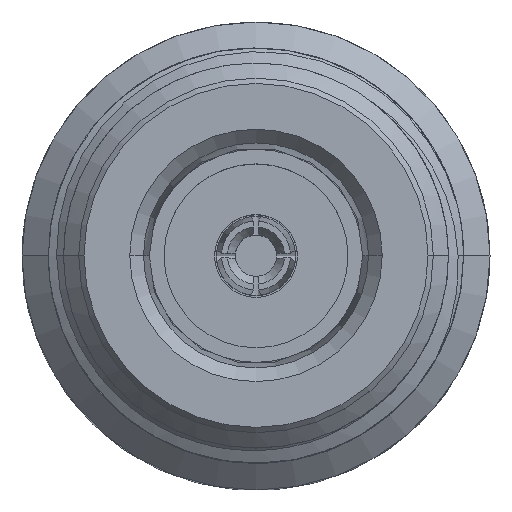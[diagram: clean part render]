
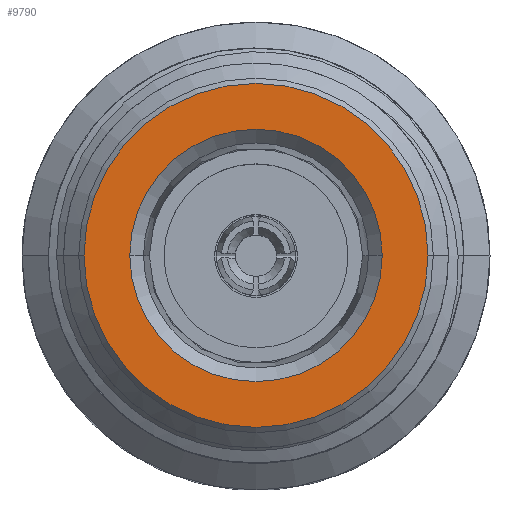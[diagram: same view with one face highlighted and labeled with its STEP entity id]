
A CAD part, top view. The second image highlights one B-rep face of the part: STEP entity #9790.
In plain terms, the highlighted face is planar.
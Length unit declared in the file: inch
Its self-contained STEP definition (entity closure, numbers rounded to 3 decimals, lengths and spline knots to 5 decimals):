
#41 = VERTEX_POINT ( 'NONE', #3099 ) ;
#400 = CIRCLE ( 'NONE', #4946, 0.18936 ) ;
#420 = FACE_OUTER_BOUND ( 'NONE', #3352, .T. ) ;
#995 = ORIENTED_EDGE ( 'NONE', *, *, #3048, .T. ) ;
#1058 = CARTESIAN_POINT ( 'NONE',  ( 0., 0., 0.18936 ) ) ;
#1189 = CIRCLE ( 'NONE', #5920, 0.25805 ) ;
#1753 = DIRECTION ( 'NONE',  ( 0., 0., 1. ) ) ;
#1872 = VERTEX_POINT ( 'NONE', #9581 ) ;
#2037 = EDGE_CURVE ( 'NONE', #41, #3915, #400, .T. ) ;
#2065 = CARTESIAN_POINT ( 'NONE',  ( 0., 0., 0. ) ) ;
#2590 = ORIENTED_EDGE ( 'NONE', *, *, #2935, .T. ) ;
#2610 = EDGE_CURVE ( 'NONE', #8952, #1872, #7553, .T. ) ;
#2629 = CARTESIAN_POINT ( 'NONE',  ( 0., 0., 0.25805 ) ) ;
#2630 = CARTESIAN_POINT ( 'NONE',  ( 0., 0., 0. ) ) ;
#2703 = DIRECTION ( 'NONE',  ( 0., 0., 1. ) ) ;
#2935 = EDGE_CURVE ( 'NONE', #3915, #41, #9801, .T. ) ;
#2968 = DIRECTION ( 'NONE',  ( -1., 0., 0. ) ) ;
#3048 = EDGE_CURVE ( 'NONE', #1872, #8952, #1189, .T. ) ;
#3099 = CARTESIAN_POINT ( 'NONE',  ( 0., 0., -0.18936 ) ) ;
#3279 = ORIENTED_EDGE ( 'NONE', *, *, #2037, .T. ) ;
#3352 = EDGE_LOOP ( 'NONE', ( #995, #4064 ) ) ;
#3546 = AXIS2_PLACEMENT_3D ( 'NONE', #4594, #2968, #9195 ) ;
#3915 = VERTEX_POINT ( 'NONE', #1058 ) ;
#4064 = ORIENTED_EDGE ( 'NONE', *, *, #2610, .T. ) ;
#4594 = CARTESIAN_POINT ( 'NONE',  ( 0., 0., 0. ) ) ;
#4649 = DIRECTION ( 'NONE',  ( 0., 0., 1. ) ) ;
#4946 = AXIS2_PLACEMENT_3D ( 'NONE', #2065, #5951, #4649 ) ;
#5768 = AXIS2_PLACEMENT_3D ( 'NONE', #7283, #9400, #9447 ) ;
#5860 = EDGE_LOOP ( 'NONE', ( #2590, #3279 ) ) ;
#5920 = AXIS2_PLACEMENT_3D ( 'NONE', #2630, #8711, #1753 ) ;
#5951 = DIRECTION ( 'NONE',  ( 1., 0., 0. ) ) ;
#6575 = FACE_BOUND ( 'NONE', #5860, .T. ) ;
#6626 = PLANE ( 'NONE',  #3546 ) ;
#7283 = CARTESIAN_POINT ( 'NONE',  ( 0., 0., 0. ) ) ;
#7553 = CIRCLE ( 'NONE', #5768, 0.25805 ) ;
#7996 = DIRECTION ( 'NONE',  ( 1., 0., 0. ) ) ;
#8186 = AXIS2_PLACEMENT_3D ( 'NONE', #8741, #7996, #2703 ) ;
#8711 = DIRECTION ( 'NONE',  ( -1., 0., 0. ) ) ;
#8741 = CARTESIAN_POINT ( 'NONE',  ( 0., 0., 0. ) ) ;
#8952 = VERTEX_POINT ( 'NONE', #2629 ) ;
#9195 = DIRECTION ( 'NONE',  ( 0., 0., 1. ) ) ;
#9400 = DIRECTION ( 'NONE',  ( -1., 0., 0. ) ) ;
#9447 = DIRECTION ( 'NONE',  ( 0., 0., 1. ) ) ;
#9581 = CARTESIAN_POINT ( 'NONE',  ( 0., 0., -0.25805 ) ) ;
#9790 = ADVANCED_FACE ( 'NONE', ( #6575, #420 ), #6626, .T. ) ;
#9801 = CIRCLE ( 'NONE', #8186, 0.18936 ) ;
